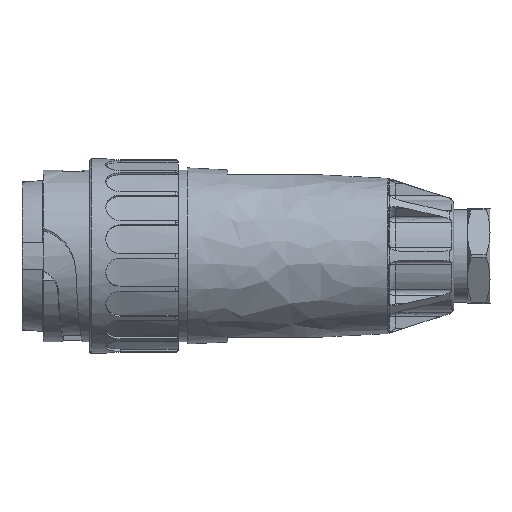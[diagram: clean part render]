
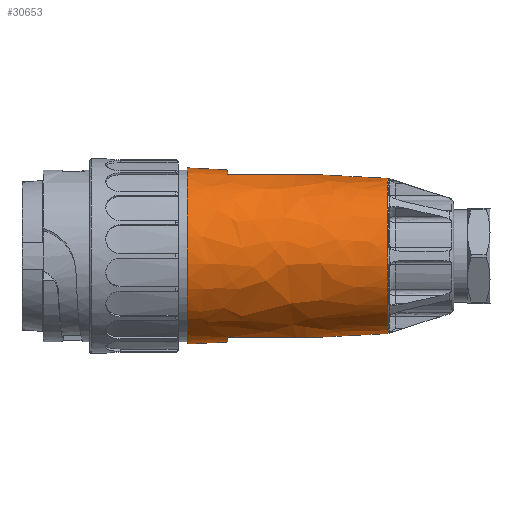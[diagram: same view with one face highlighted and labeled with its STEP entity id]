
A CAD part, top view. The second image highlights one B-rep face of the part: STEP entity #30653.
In plain terms, the highlighted free-form (B-spline) face has degree [2, 1] with [7, 2] control points.
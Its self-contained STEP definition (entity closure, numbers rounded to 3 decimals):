
#30331=CARTESIAN_POINT('V187',(-18.0,24.,
   6.171));
#30332=VERTEX_POINT('V187',#30331);
#30333=CARTESIAN_POINT('V186',(-18.0,24.,
   -6.171));
#30334=VERTEX_POINT('V186',#30333);
#30340=CARTESIAN_POINT('E277',(-18.0,24.,
   -6.171));
#30341=CARTESIAN_POINT('E277',(-18.0,62.183,
   0.));
#30342=CARTESIAN_POINT('E277',(-18.0,24.,
   6.171));
#30350=(BOUNDED_CURVE()B_SPLINE_CURVE(2,(#30340,#30341,#30342),
   .HYPERBOLIC_ARC.,.F.,.U.)CURVE()GEOMETRIC_REPRESENTATION_ITEM()
   QUASI_UNIFORM_CURVE()RATIONAL_B_SPLINE_CURVE((1.013,
   1.071,1.013))REPRESENTATION_ITEM('E277')
   );
#30351=EDGE_CURVE('E277',#30334,#30332,#30350,.T.);
#30362=CARTESIAN_POINT('E281',(-18.0,24.,
   6.171));
#30363=CARTESIAN_POINT('E281',(-20.115,
   24.,0.));
#30364=CARTESIAN_POINT('E281',(-18.0,24.,
   -6.171));
#30372=(BOUNDED_CURVE()B_SPLINE_CURVE(2,(#30362,#30363,#30364),
   .CIRCULAR_ARC.,.F.,.U.)B_SPLINE_CURVE_WITH_KNOTS((3,3),(
   0.018,0.982),.UNSPECIFIED.)CURVE()
   GEOMETRIC_REPRESENTATION_ITEM()RATIONAL_B_SPLINE_CURVE((
   0.771,0.729,0.771))
   REPRESENTATION_ITEM('E281'));
#30373=EDGE_CURVE('E281',#30332,#30334,#30372,.T.);
#30482=CARTESIAN_POINT('V190',(19.5,15.,
   0.0));
#30483=VERTEX_POINT('V190',#30482);
#30484=CARTESIAN_POINT('E285',(19.5,15.,
   0.0));
#30485=CARTESIAN_POINT('E285',(19.5,15.,
   -33.775));
#30486=CARTESIAN_POINT('E285',(-9.75,15.,
   -16.887));
#30487=CARTESIAN_POINT('E285',(-39.0,15.,
   0.));
#30488=CARTESIAN_POINT('E285',(-9.75,15.,
   16.887));
#30489=CARTESIAN_POINT('E285',(19.5,15.,
   33.775));
#30490=CARTESIAN_POINT('E285',(19.5,15.,
   0.0));
#30498=(BOUNDED_CURVE()B_SPLINE_CURVE(2,(#30484,#30485,#30486,
   #30487,#30488,#30489,#30490),.CIRCULAR_ARC.,.T.,.U.)
   B_SPLINE_CURVE_WITH_KNOTS((3,2,2,3),(0.0,1.432,
   2.864,4.296),.UNSPECIFIED.)CURVE()
   GEOMETRIC_REPRESENTATION_ITEM()RATIONAL_B_SPLINE_CURVE((1.0,
   0.5,1.0,0.5,1.0,0.5,1.0)
   )REPRESENTATION_ITEM('E285'));
#30499=EDGE_CURVE('E285',#30483,#30483,#30498,.T.);
#30512=CARTESIAN_POINT('V185',(18.0,24.,
   6.171));
#30513=VERTEX_POINT('V185',#30512);
#30514=CARTESIAN_POINT('V183',(18.0,43.622,
   0.));
#30515=VERTEX_POINT('V183',#30514);
#30516=CARTESIAN_POINT('E276',(18.0,24.,
   6.171));
#30517=CARTESIAN_POINT('E276',(18.0,43.622,
   3.));
#30518=CARTESIAN_POINT('E276',(18.0,43.622,
   0.));
#30526=(BOUNDED_CURVE()B_SPLINE_CURVE(2,(#30516,#30517,#30518),
   .HYPERBOLIC_ARC.,.F.,.U.)CURVE()GEOMETRIC_REPRESENTATION_ITEM()
   QUASI_UNIFORM_CURVE()RATIONAL_B_SPLINE_CURVE((1.013,
   1.042,1.042))REPRESENTATION_ITEM('E276')
   );
#30527=EDGE_CURVE('E276',#30513,#30515,#30526,.T.);
#30529=CARTESIAN_POINT('V184',(18.0,24.,
   -6.171));
#30530=VERTEX_POINT('V184',#30529);
#30536=CARTESIAN_POINT('E274',(18.0,43.622,
   0.));
#30537=CARTESIAN_POINT('E274',(18.0,43.622,
   -3.));
#30538=CARTESIAN_POINT('E274',(18.0,24.,
   -6.171));
#30546=(BOUNDED_CURVE()B_SPLINE_CURVE(2,(#30536,#30537,#30538),
   .HYPERBOLIC_ARC.,.F.,.U.)CURVE()GEOMETRIC_REPRESENTATION_ITEM()
   QUASI_UNIFORM_CURVE()RATIONAL_B_SPLINE_CURVE((1.042,
   1.042,1.013))REPRESENTATION_ITEM('E274')
   );
#30547=EDGE_CURVE('E274',#30515,#30530,#30546,.T.);
#30557=CARTESIAN_POINT('V188',(19.028,24.,
   0.));
#30558=VERTEX_POINT('V188',#30557);
#30559=CARTESIAN_POINT('E280',(18.0,24.,
   -6.171));
#30560=CARTESIAN_POINT('E280',(19.028,24.,
   -3.171));
#30561=CARTESIAN_POINT('E280',(19.028,24.,
   0.));
#30569=(BOUNDED_CURVE()B_SPLINE_CURVE(2,(#30559,#30560,#30561),
   .CIRCULAR_ARC.,.F.,.U.)B_SPLINE_CURVE_WITH_KNOTS((3,3),(
   0.032,1.0),.UNSPECIFIED.)CURVE()
   GEOMETRIC_REPRESENTATION_ITEM()RATIONAL_B_SPLINE_CURVE((
   0.855,0.912,1.0))REPRESENTATION_ITEM(
   'E280'));
#30570=EDGE_CURVE('E280',#30530,#30558,#30569,.T.);
#30573=CARTESIAN_POINT('E279',(19.028,24.,
   0.));
#30574=CARTESIAN_POINT('E279',(19.028,24.,
   3.171));
#30575=CARTESIAN_POINT('E279',(18.0,24.,
   6.171));
#30583=(BOUNDED_CURVE()B_SPLINE_CURVE(2,(#30573,#30574,#30575),
   .CIRCULAR_ARC.,.F.,.U.)B_SPLINE_CURVE_WITH_KNOTS((3,3),(0.0,
   0.968),.UNSPECIFIED.)CURVE()
   GEOMETRIC_REPRESENTATION_ITEM()RATIONAL_B_SPLINE_CURVE((1.0,
   0.912,0.855))REPRESENTATION_ITEM('E279')
   );
#30584=EDGE_CURVE('E279',#30558,#30513,#30583,.T.);
#30589=CARTESIAN_POINT('F96',(19.5,15.,
   0.0));
#30590=CARTESIAN_POINT('F96',(19.5,15.,
   -33.775));
#30591=CARTESIAN_POINT('F96',(-9.75,15.,
   -16.887));
#30592=CARTESIAN_POINT('F96',(-39.0,15.,
   0.));
#30593=CARTESIAN_POINT('F96',(-9.75,15.,
   16.887));
#30594=CARTESIAN_POINT('F96',(19.5,15.,
   33.775));
#30595=CARTESIAN_POINT('F96',(19.5,15.,
   0.0));
#30596=CARTESIAN_POINT('F96',(17.178,59.305,
   0.0));
#30597=CARTESIAN_POINT('F96',(17.178,59.305,
   -29.753));
#30598=CARTESIAN_POINT('F96',(-8.589,59.305,
   -14.877));
#30599=CARTESIAN_POINT('F96',(-34.356,59.305,
   0.));
#30600=CARTESIAN_POINT('F96',(-8.589,59.305,
   14.877));
#30601=CARTESIAN_POINT('F96',(17.178,59.305,
   29.753));
#30602=CARTESIAN_POINT('F96',(17.178,59.305,
   0.0));
#30610=(BOUNDED_SURFACE()B_SPLINE_SURFACE(2,1,((#30589,#30596),(
   #30590,#30597),(#30591,#30598),(#30592,#30599),(#30593,
   #30600),(#30594,#30601),(#30595,#30602)),.CONICAL_SURF.,.T.,
   .F.,.U.)B_SPLINE_SURFACE_WITH_KNOTS((3,2,2,3),(2,2),(0.0,
   1.432,2.864,4.296),(0.0,1.0),
   .UNSPECIFIED.)GEOMETRIC_REPRESENTATION_ITEM()
   RATIONAL_B_SPLINE_SURFACE(((1.0,1.0),(0.5,
   0.5),(1.0,1.0),(0.5,
   0.5),(1.0,1.0),(0.5,
   0.5),(1.0,1.0)))REPRESENTATION_ITEM('F96')SURFACE(
   ));
#30611=ORIENTED_EDGE('F94',*,*,#30584,.T.);
#30612=ORIENTED_EDGE('E276',*,*,#30527,.T.);
#30613=CARTESIAN_POINT('V189',(17.178,59.305,
   0.0));
#30614=VERTEX_POINT('V189',#30613);
#30615=CARTESIAN_POINT('E282',(17.178,59.305,
   0.0));
#30616=CARTESIAN_POINT('E282',(18.0,43.622,0.0));
#30617=B_SPLINE_CURVE_WITH_KNOTS('E282',1,(#30615,#30616),
   .POLYLINE_FORM.,.F.,.U.,(2,2),(0.0,0.354),
   .UNSPECIFIED.);
#30618=EDGE_CURVE('E282',#30614,#30515,#30617,.T.);
#30619=ORIENTED_EDGE('E282',*,*,#30618,.F.);
#30620=CARTESIAN_POINT('E283',(17.178,59.305,
   0.0));
#30621=CARTESIAN_POINT('E283',(17.178,59.305,
   29.753));
#30622=CARTESIAN_POINT('E283',(-8.589,59.305,
   14.877));
#30623=CARTESIAN_POINT('E283',(-34.356,
   59.305,0.));
#30624=CARTESIAN_POINT('E283',(-8.589,59.305,
   -14.877));
#30625=CARTESIAN_POINT('E283',(17.178,59.305,
   -29.753));
#30626=CARTESIAN_POINT('E283',(17.178,59.305,
   0.0));
#30634=(BOUNDED_CURVE()B_SPLINE_CURVE(2,(#30620,#30621,#30622,
   #30623,#30624,#30625,#30626),.CIRCULAR_ARC.,.T.,.U.)
   B_SPLINE_CURVE_WITH_KNOTS((3,2,2,3),(0.0,1.432,
   2.864,4.296),.UNSPECIFIED.)CURVE()
   GEOMETRIC_REPRESENTATION_ITEM()RATIONAL_B_SPLINE_CURVE((1.0,
   0.5,1.0,0.5,1.0,0.5,1.0)
   )REPRESENTATION_ITEM('E283'));
#30635=EDGE_CURVE('E283',#30614,#30614,#30634,.T.);
#30636=ORIENTED_EDGE('E283',*,*,#30635,.T.);
#30637=ORIENTED_EDGE('E282',*,*,#30618,.T.);
#30638=ORIENTED_EDGE('F92',*,*,#30547,.T.);
#30639=ORIENTED_EDGE('E280',*,*,#30570,.T.);
#30640=CARTESIAN_POINT('E284',(19.028,24.,
   0.0));
#30641=CARTESIAN_POINT('E284',(19.5,15.,
   0.0));
#30642=B_SPLINE_CURVE_WITH_KNOTS('E284',1,(#30640,#30641),
   .POLYLINE_FORM.,.F.,.U.,(2,2),(0.797,1.0),
   .UNSPECIFIED.);
#30643=EDGE_CURVE('E284',#30558,#30483,#30642,.T.);
#30644=ORIENTED_EDGE('E284',*,*,#30643,.T.);
#30645=ORIENTED_EDGE('F106',*,*,#30499,.T.);
#30646=ORIENTED_EDGE('E284',*,*,#30643,.F.);
#30647=EDGE_LOOP('F96',(#30611,#30612,#30619,#30636,#30637,#30638,
   #30639,#30644,#30645,#30646));
#30648=FACE_OUTER_BOUND('F96',#30647,.T.);
#30649=ORIENTED_EDGE('F95',*,*,#30373,.T.);
#30650=ORIENTED_EDGE('F93',*,*,#30351,.T.);
#30651=EDGE_LOOP('F96',(#30649,#30650));
#30652=FACE_BOUND('F96',#30651,.T.);
#30653=ADVANCED_FACE('F96',(#30648,#30652),#30610,.T.);
